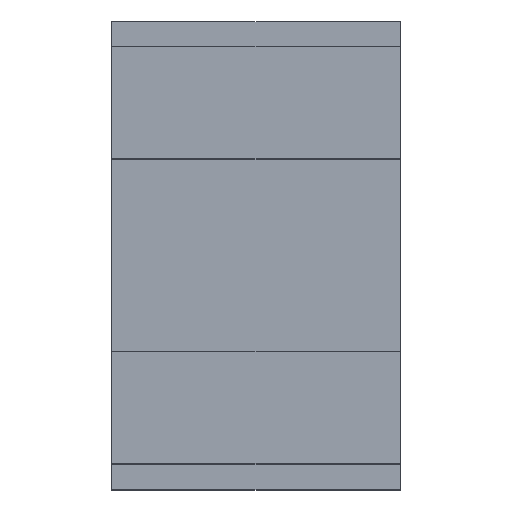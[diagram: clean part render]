
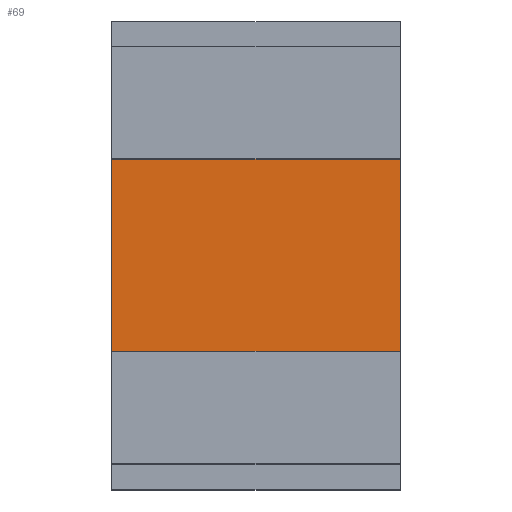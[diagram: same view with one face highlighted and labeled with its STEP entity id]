
A CAD part, top view. The second image highlights one B-rep face of the part: STEP entity #69.
In plain terms, the highlighted planar face has unit normal (0, 0, 1).
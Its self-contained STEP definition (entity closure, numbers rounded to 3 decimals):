
#69=ADVANCED_FACE('',(#195),#197,.T.);
#195=FACE_BOUND('',#196,.T.);
#196=EDGE_LOOP('',(#405,#406,#407,#408));
#197=PLANE('',#198);
#198=AXIS2_PLACEMENT_3D('',#199,#200,#201);
#199=CARTESIAN_POINT('',(0.,0.,2.));
#200=DIRECTION('',(0.,0.,1.));
#201=DIRECTION('',(-1.,0.,0.));
#405=ORIENTED_EDGE('',*,*,#531,.F.);
#406=ORIENTED_EDGE('',*,*,#503,.T.);
#407=ORIENTED_EDGE('',*,*,#532,.F.);
#408=ORIENTED_EDGE('',*,*,#475,.T.);
#475=EDGE_CURVE('',#574,#572,#575,.T.);
#503=EDGE_CURVE('',#630,#628,#631,.T.);
#531=EDGE_CURVE('',#630,#572,#671,.T.);
#532=EDGE_CURVE('',#574,#628,#672,.T.);
#572=VERTEX_POINT('',#738);
#574=VERTEX_POINT('',#742);
#575=LINE('',#743,#744);
#628=VERTEX_POINT('',#850);
#630=VERTEX_POINT('',#854);
#631=LINE('',#855,#856);
#671=LINE('',#951,#952);
#672=LINE('',#954,#955);
#738=CARTESIAN_POINT('',(-9.,-6.5,2.));
#742=CARTESIAN_POINT('',(-9.,6.5,2.));
#743=CARTESIAN_POINT('',(-9.,6.5,2.));
#744=VECTOR('',#745,1.);
#745=DIRECTION('',(0.,-1.,0.));
#850=CARTESIAN_POINT('',(9.,6.5,2.));
#854=CARTESIAN_POINT('',(9.,-6.5,2.));
#855=CARTESIAN_POINT('',(9.,-6.5,2.));
#856=VECTOR('',#857,1.);
#857=DIRECTION('',(0.,1.,0.));
#951=CARTESIAN_POINT('',(9.,-6.5,2.));
#952=VECTOR('',#953,1.);
#953=DIRECTION('',(-1.,0.,0.));
#954=CARTESIAN_POINT('',(-9.,6.5,2.));
#955=VECTOR('',#956,1.);
#956=DIRECTION('',(1.,0.,0.));
